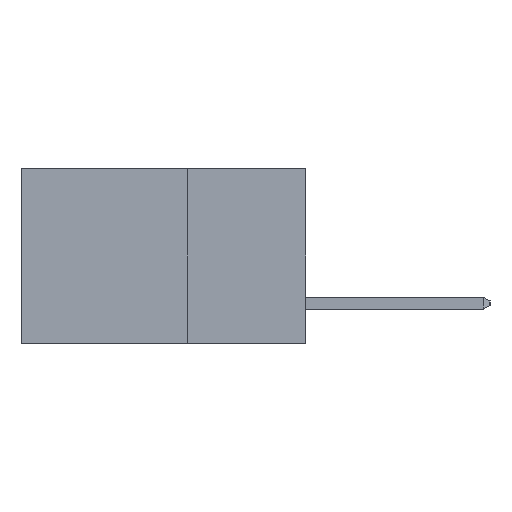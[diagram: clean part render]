
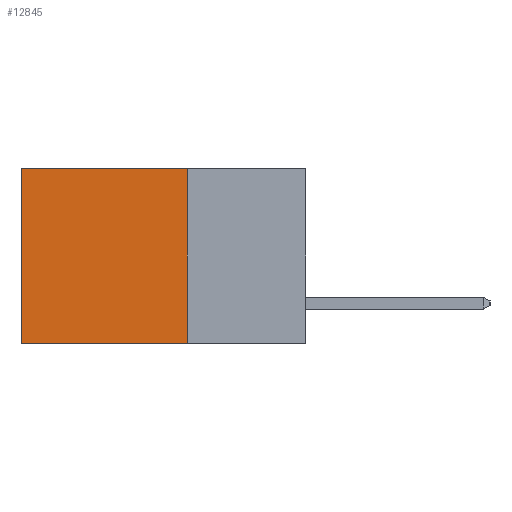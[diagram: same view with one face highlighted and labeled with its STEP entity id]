
A CAD part, left-side view. The second image highlights one B-rep face of the part: STEP entity #12845.
In plain terms, the highlighted planar face has unit normal (-1, 0, 0).
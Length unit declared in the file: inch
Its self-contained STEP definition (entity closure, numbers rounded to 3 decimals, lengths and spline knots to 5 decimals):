
#305 = DIRECTION ( 'NONE',  ( 0., 1., 0. ) ) ;
#309 = VECTOR ( 'NONE', #305, 39.37008 ) ;
#426 = EDGE_CURVE ( 'NONE', #8910, #8814, #2563, .T. ) ;
#1801 = VERTEX_POINT ( 'NONE', #8639 ) ;
#2523 = ORIENTED_EDGE ( 'NONE', *, *, #11508, .T. ) ;
#2563 = LINE ( 'NONE', #9752, #8385 ) ;
#3089 = AXIS2_PLACEMENT_3D ( 'NONE', #13549, #7105, #14620 ) ;
#3621 = LINE ( 'NONE', #5185, #309 ) ;
#4106 = CARTESIAN_POINT ( 'NONE',  ( 0.298, 0.25, 0. ) ) ;
#4848 = VECTOR ( 'NONE', #8898, 39.37008 ) ;
#5185 = CARTESIAN_POINT ( 'NONE',  ( 0.298, 0.25, 0. ) ) ;
#5576 = LINE ( 'NONE', #10983, #4848 ) ;
#5730 = VERTEX_POINT ( 'NONE', #11530 ) ;
#7105 = DIRECTION ( 'NONE',  ( 1., 0., 0. ) ) ;
#7774 = CARTESIAN_POINT ( 'NONE',  ( 0.298, 0.25, -0.37 ) ) ;
#8385 = VECTOR ( 'NONE', #9535, 39.37008 ) ;
#8639 = CARTESIAN_POINT ( 'NONE',  ( 0.298, 0.6, -0.37 ) ) ;
#8671 = EDGE_LOOP ( 'NONE', ( #2523, #12191, #9069, #9402 ) ) ;
#8814 = VERTEX_POINT ( 'NONE', #12732 ) ;
#8898 = DIRECTION ( 'NONE',  ( 0., 0., -1. ) ) ;
#8910 = VERTEX_POINT ( 'NONE', #4106 ) ;
#8911 = DIRECTION ( 'NONE',  ( 0., 1., 0. ) ) ;
#9069 = ORIENTED_EDGE ( 'NONE', *, *, #426, .F. ) ;
#9346 = EDGE_CURVE ( 'NONE', #8910, #5730, #3621, .T. ) ;
#9402 = ORIENTED_EDGE ( 'NONE', *, *, #9346, .T. ) ;
#9535 = DIRECTION ( 'NONE',  ( 0., 0., -1. ) ) ;
#9752 = CARTESIAN_POINT ( 'NONE',  ( 0.298, 0.25, 0. ) ) ;
#10185 = FACE_OUTER_BOUND ( 'NONE', #8671, .T. ) ;
#10983 = CARTESIAN_POINT ( 'NONE',  ( 0.298, 0.6, 0. ) ) ;
#11035 = EDGE_CURVE ( 'NONE', #8814, #1801, #14249, .T. ) ;
#11436 = PLANE ( 'NONE',  #3089 ) ;
#11508 = EDGE_CURVE ( 'NONE', #5730, #1801, #5576, .T. ) ;
#11530 = CARTESIAN_POINT ( 'NONE',  ( 0.298, 0.6, 0. ) ) ;
#12191 = ORIENTED_EDGE ( 'NONE', *, *, #11035, .F. ) ;
#12732 = CARTESIAN_POINT ( 'NONE',  ( 0.298, 0.25, -0.37 ) ) ;
#12845 = ADVANCED_FACE ( 'NONE', ( #10185 ), #11436, .F. ) ;
#13549 = CARTESIAN_POINT ( 'NONE',  ( 0.298, 0.25, 0. ) ) ;
#13911 = VECTOR ( 'NONE', #8911, 39.37008 ) ;
#14249 = LINE ( 'NONE', #7774, #13911 ) ;
#14620 = DIRECTION ( 'NONE',  ( 0., 0., -1. ) ) ;
